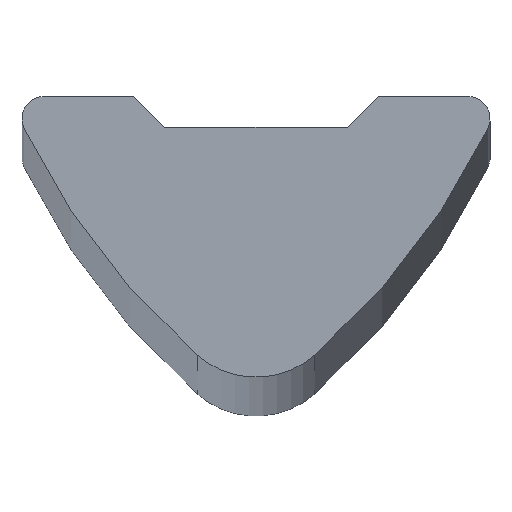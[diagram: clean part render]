
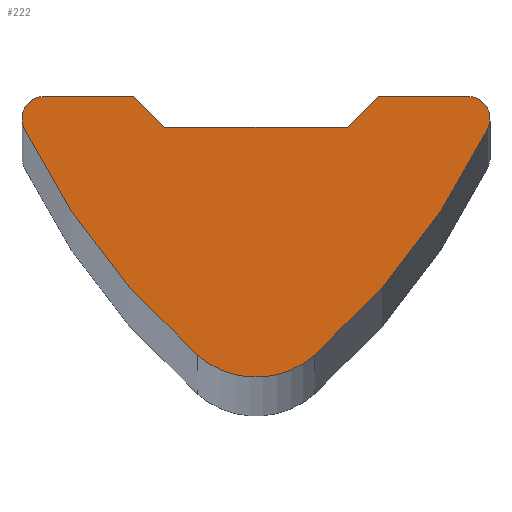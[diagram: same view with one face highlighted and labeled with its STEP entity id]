
A CAD part, top view. The second image highlights one B-rep face of the part: STEP entity #222.
In plain terms, the highlighted planar face has unit normal (0, 0, 1).
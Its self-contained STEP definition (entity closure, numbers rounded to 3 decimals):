
#15=CIRCLE('',#231,0.5);
#17=CIRCLE('',#234,16.);
#19=CIRCLE('',#237,2.);
#21=CIRCLE('',#240,16.);
#23=CIRCLE('',#243,0.5);
#41=FACE_OUTER_BOUND('',#53,.T.);
#53=EDGE_LOOP('',(#194,#195,#196,#197,#198,#199,#200,#201,#202,#203));
#54=LINE('',#318,#74);
#58=LINE('',#326,#78);
#61=LINE('',#332,#81);
#64=LINE('',#338,#84);
#72=LINE('',#373,#92);
#74=VECTOR('',#252,0.99);
#78=VECTOR('',#258,4.1);
#81=VECTOR('',#263,0.99);
#84=VECTOR('',#268,2.);
#92=VECTOR('',#308,2.);
#94=VERTEX_POINT('',#316);
#95=VERTEX_POINT('',#317);
#98=VERTEX_POINT('',#325);
#100=VERTEX_POINT('',#331);
#102=VERTEX_POINT('',#337);
#104=VERTEX_POINT('',#343);
#106=VERTEX_POINT('',#349);
#108=VERTEX_POINT('',#355);
#110=VERTEX_POINT('',#361);
#112=VERTEX_POINT('',#367);
#114=EDGE_CURVE('',#94,#95,#54,.T.);
#118=EDGE_CURVE('',#95,#98,#58,.T.);
#121=EDGE_CURVE('',#98,#100,#61,.T.);
#124=EDGE_CURVE('',#100,#102,#64,.T.);
#127=EDGE_CURVE('',#102,#104,#15,.T.);
#130=EDGE_CURVE('',#104,#106,#17,.T.);
#133=EDGE_CURVE('',#106,#108,#19,.T.);
#136=EDGE_CURVE('',#108,#110,#21,.T.);
#139=EDGE_CURVE('',#110,#112,#23,.T.);
#142=EDGE_CURVE('',#112,#94,#72,.T.);
#194=ORIENTED_EDGE('',*,*,#114,.F.);
#195=ORIENTED_EDGE('',*,*,#142,.F.);
#196=ORIENTED_EDGE('',*,*,#139,.F.);
#197=ORIENTED_EDGE('',*,*,#136,.F.);
#198=ORIENTED_EDGE('',*,*,#133,.F.);
#199=ORIENTED_EDGE('',*,*,#130,.F.);
#200=ORIENTED_EDGE('',*,*,#127,.F.);
#201=ORIENTED_EDGE('',*,*,#124,.F.);
#202=ORIENTED_EDGE('',*,*,#121,.F.);
#203=ORIENTED_EDGE('',*,*,#118,.F.);
#210=PLANE('',#247);
#222=ADVANCED_FACE('',(#41),#210,.T.);
#231=AXIS2_PLACEMENT_3D('',#344,#273,#274);
#234=AXIS2_PLACEMENT_3D('',#350,#280,#281);
#237=AXIS2_PLACEMENT_3D('',#356,#287,#288);
#240=AXIS2_PLACEMENT_3D('',#362,#294,#295);
#243=AXIS2_PLACEMENT_3D('',#368,#301,#302);
#247=AXIS2_PLACEMENT_3D('',#376,#312,#313);
#252=DIRECTION('',(0.707,-0.707,0.));
#258=DIRECTION('',(1.,0.,0.));
#263=DIRECTION('',(0.707,0.707,0.));
#268=DIRECTION('',(1.,0.,0.));
#273=DIRECTION('center_axis',(0.,0.,-1.));
#274=DIRECTION('ref_axis',(0.9,-0.435,0.));
#280=DIRECTION('center_axis',(0.,0.,-1.));
#281=DIRECTION('ref_axis',(0.657,-0.754,0.));
#287=DIRECTION('center_axis',(0.,0.,-1.));
#288=DIRECTION('ref_axis',(-0.657,-0.754,0.));
#294=DIRECTION('center_axis',(0.,0.,-1.));
#295=DIRECTION('ref_axis',(-0.9,-0.435,0.));
#301=DIRECTION('center_axis',(0.,0.,-1.));
#302=DIRECTION('ref_axis',(0.,1.,0.));
#308=DIRECTION('',(1.,0.,0.));
#312=DIRECTION('center_axis',(0.,0.,
1.));
#313=DIRECTION('ref_axis',(1.,0.,0.));
#316=CARTESIAN_POINT('',(-2.75,0.,517.));
#317=CARTESIAN_POINT('',(-2.05,-0.7,517.));
#318=CARTESIAN_POINT('',(-2.05,-0.7,517.));
#325=CARTESIAN_POINT('',(2.05,-0.7,517.));
#326=CARTESIAN_POINT('',(2.05,-0.7,517.));
#331=CARTESIAN_POINT('',(2.75,0.,517.));
#332=CARTESIAN_POINT('',(2.75,0.,517.));
#337=CARTESIAN_POINT('',(4.75,0.,517.));
#338=CARTESIAN_POINT('',(4.75,0.,517.));
#343=CARTESIAN_POINT('',(5.2,-0.718,517.));
#344=CARTESIAN_POINT('Origin',(4.75,-0.5,517.));
#349=CARTESIAN_POINT('',(1.315,-5.807,517.));
#350=CARTESIAN_POINT('Origin',(-9.203,6.25,517.));
#355=CARTESIAN_POINT('',(-1.315,-5.807,517.));
#356=CARTESIAN_POINT('Origin',(0.,-4.3,517.));
#361=CARTESIAN_POINT('',(-5.2,-0.718,517.));
#362=CARTESIAN_POINT('Origin',(9.203,6.25,517.));
#367=CARTESIAN_POINT('',(-4.75,0.,517.));
#368=CARTESIAN_POINT('Origin',(-4.75,-0.5,517.));
#373=CARTESIAN_POINT('',(-2.75,0.,517.));
#376=CARTESIAN_POINT('Origin',(0.,-2.341,
517.));
